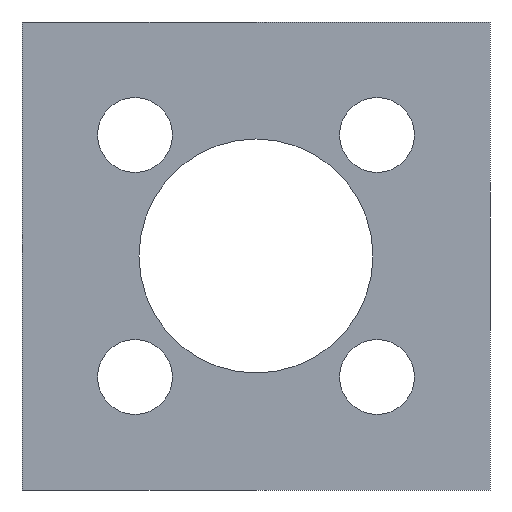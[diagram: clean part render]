
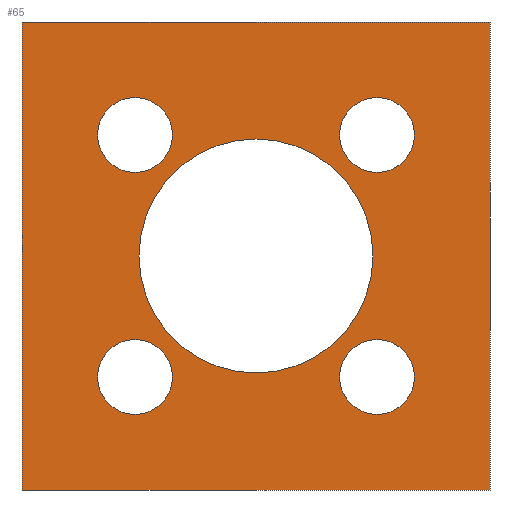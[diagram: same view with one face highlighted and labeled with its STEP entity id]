
A CAD part, front view. The second image highlights one B-rep face of the part: STEP entity #65.
In plain terms, the highlighted planar face has unit normal (0, -1, 0).
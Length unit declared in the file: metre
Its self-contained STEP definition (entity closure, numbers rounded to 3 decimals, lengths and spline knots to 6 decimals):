
#65 = ADVANCED_FACE( '', ( #138, #139, #140, #141, #142, #143 ), #144, .T. );
#138 = FACE_BOUND( '', #209, .T. );
#139 = FACE_BOUND( '', #210, .T. );
#140 = FACE_BOUND( '', #211, .T. );
#141 = FACE_BOUND( '', #212, .T. );
#142 = FACE_BOUND( '', #213, .T. );
#143 = FACE_OUTER_BOUND( '', #214, .T. );
#144 = PLANE( '', #215 );
#209 = EDGE_LOOP( '', ( #315 ) );
#210 = EDGE_LOOP( '', ( #316 ) );
#211 = EDGE_LOOP( '', ( #317 ) );
#212 = EDGE_LOOP( '', ( #318 ) );
#213 = EDGE_LOOP( '', ( #319 ) );
#214 = EDGE_LOOP( '', ( #320, #321, #322, #323 ) );
#215 = AXIS2_PLACEMENT_3D( '', #324, #325, #326 );
#315 = ORIENTED_EDGE( '', *, *, #358, .F. );
#316 = ORIENTED_EDGE( '', *, *, #353, .F. );
#317 = ORIENTED_EDGE( '', *, *, #372, .F. );
#318 = ORIENTED_EDGE( '', *, *, #369, .F. );
#319 = ORIENTED_EDGE( '', *, *, #334, .F. );
#320 = ORIENTED_EDGE( '', *, *, #350, .F. );
#321 = ORIENTED_EDGE( '', *, *, #343, .F. );
#322 = ORIENTED_EDGE( '', *, *, #361, .T. );
#323 = ORIENTED_EDGE( '', *, *, #346, .T. );
#324 = CARTESIAN_POINT( '', ( -0.02667, -0.022807, 0.036513 ) );
#325 = DIRECTION( '', ( 0., -1., 0. ) );
#326 = DIRECTION( '', ( 0., 0., -1. ) );
#334 = EDGE_CURVE( '', #375, #375, #376, .T. );
#343 = EDGE_CURVE( '', #390, #386, #392, .T. );
#346 = EDGE_CURVE( '', #397, #395, #398, .T. );
#350 = EDGE_CURVE( '', #386, #395, #403, .T. );
#353 = EDGE_CURVE( '', #406, #406, #407, .T. );
#358 = EDGE_CURVE( '', #414, #414, #415, .T. );
#361 = EDGE_CURVE( '', #390, #397, #419, .T. );
#369 = EDGE_CURVE( '', #430, #430, #431, .T. );
#372 = EDGE_CURVE( '', #434, #434, #435, .T. );
#375 = VERTEX_POINT( '', #438 );
#376 = CIRCLE( '', #439, 0.005556 );
#386 = VERTEX_POINT( '', #449 );
#390 = VERTEX_POINT( '', #455 );
#392 = LINE( '', #458, #459 );
#395 = VERTEX_POINT( '', #462 );
#397 = VERTEX_POINT( '', #465 );
#398 = LINE( '', #466, #467 );
#403 = LINE( '', #474, #475 );
#406 = VERTEX_POINT( '', #479 );
#407 = CIRCLE( '', #480, 0.001778 );
#414 = VERTEX_POINT( '', #487 );
#415 = CIRCLE( '', #488, 0.001778 );
#419 = LINE( '', #492, #493 );
#430 = VERTEX_POINT( '', #505 );
#431 = CIRCLE( '', #506, 0.001778 );
#434 = VERTEX_POINT( '', #509 );
#435 = CIRCLE( '', #510, 0.001778 );
#438 = CARTESIAN_POINT( '', ( -0.015558, -0.022807, 0.030956 ) );
#439 = AXIS2_PLACEMENT_3D( '', #512, #513, #514 );
#449 = CARTESIAN_POINT( '', ( -0.004445, -0.022807, 0.047625 ) );
#455 = CARTESIAN_POINT( '', ( -0.02667, -0.022807, 0.047625 ) );
#458 = CARTESIAN_POINT( '', ( -0.02667, -0.022807, 0.047625 ) );
#459 = VECTOR( '', #527, 1. );
#462 = CARTESIAN_POINT( '', ( -0.004445, -0.022807, 0.0254 ) );
#465 = CARTESIAN_POINT( '', ( -0.02667, -0.022807, 0.0254 ) );
#466 = CARTESIAN_POINT( '', ( -0.02667, -0.022807, 0.0254 ) );
#467 = VECTOR( '', #529, 1. );
#474 = CARTESIAN_POINT( '', ( -0.004445, -0.022807, 0.036513 ) );
#475 = VECTOR( '', #532, 1. );
#479 = CARTESIAN_POINT( '', ( -0.00981, -0.022807, 0.028987 ) );
#480 = AXIS2_PLACEMENT_3D( '', #534, #535, #536 );
#487 = CARTESIAN_POINT( '', ( -0.00981, -0.022807, 0.040482 ) );
#488 = AXIS2_PLACEMENT_3D( '', #543, #544, #545 );
#492 = CARTESIAN_POINT( '', ( -0.02667, -0.022807, 0.036513 ) );
#493 = VECTOR( '', #549, 1. );
#505 = CARTESIAN_POINT( '', ( -0.021305, -0.022807, 0.040482 ) );
#506 = AXIS2_PLACEMENT_3D( '', #560, #561, #562 );
#509 = CARTESIAN_POINT( '', ( -0.021305, -0.022807, 0.028987 ) );
#510 = AXIS2_PLACEMENT_3D( '', #563, #564, #565 );
#512 = CARTESIAN_POINT( '', ( -0.015558, -0.022807, 0.036513 ) );
#513 = DIRECTION( '', ( 0., -1., 0. ) );
#514 = DIRECTION( '', ( 0., 0., -1. ) );
#527 = DIRECTION( '', ( 1., 0., 0. ) );
#529 = DIRECTION( '', ( 1., 0., 0. ) );
#532 = DIRECTION( '', ( 0., 0., -1. ) );
#534 = CARTESIAN_POINT( '', ( -0.00981, -0.022807, 0.030765 ) );
#535 = DIRECTION( '', ( 0., -1., 0. ) );
#536 = DIRECTION( '', ( 0., 0., -1. ) );
#543 = CARTESIAN_POINT( '', ( -0.00981, -0.022807, 0.04226 ) );
#544 = DIRECTION( '', ( 0., -1., 0. ) );
#545 = DIRECTION( '', ( 0., 0., -1. ) );
#549 = DIRECTION( '', ( 0., 0., -1. ) );
#560 = CARTESIAN_POINT( '', ( -0.021305, -0.022807, 0.04226 ) );
#561 = DIRECTION( '', ( 0., -1., 0. ) );
#562 = DIRECTION( '', ( 0., 0., -1. ) );
#563 = CARTESIAN_POINT( '', ( -0.021305, -0.022807, 0.030765 ) );
#564 = DIRECTION( '', ( 0., -1., 0. ) );
#565 = DIRECTION( '', ( 0., 0., -1. ) );
